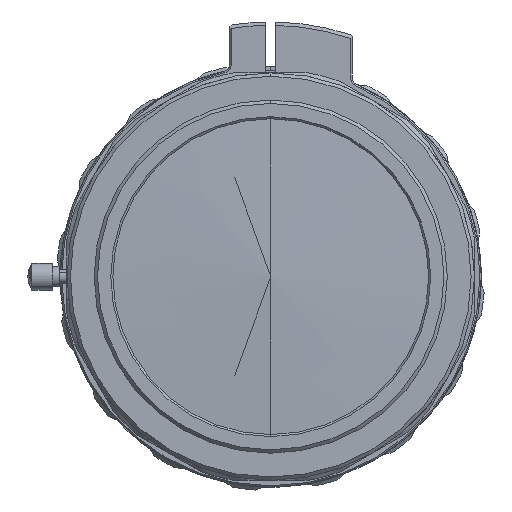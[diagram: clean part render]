
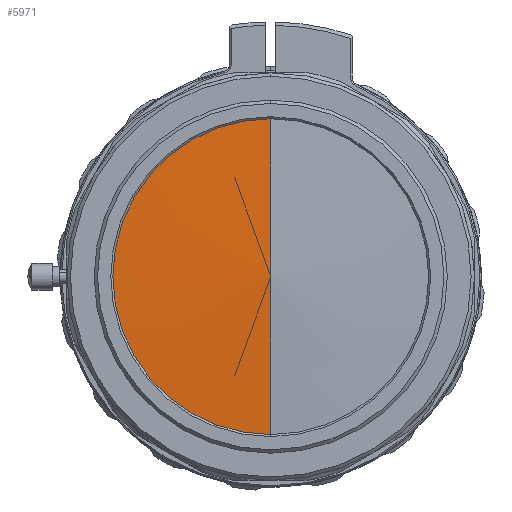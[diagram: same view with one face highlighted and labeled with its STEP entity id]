
A CAD part, left-side view. The second image highlights one B-rep face of the part: STEP entity #5971.
In plain terms, the highlighted conical face has half-angle 87.536 degrees and reference radius 24.846 mm.
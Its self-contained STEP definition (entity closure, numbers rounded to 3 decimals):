
#12 = DIRECTION ( 'NONE',  ( 0., 0., -1. ) ) ;
#18 = ORIENTED_EDGE ( 'NONE', *, *, #8002, .F. ) ;
#699 = VERTEX_POINT ( 'NONE', #11907 ) ;
#1709 = DIRECTION ( 'NONE',  ( 0.043, 0., 0.999 ) ) ;
#1716 = VECTOR ( 'NONE', #1709, 1000. ) ;
#1894 = DIRECTION ( 'NONE',  ( 1., 0., 0. ) ) ;
#2579 = EDGE_CURVE ( 'NONE', #6985, #7936, #7497, .T. ) ;
#2764 = ORIENTED_EDGE ( 'NONE', *, *, #4585, .T. ) ;
#3047 = DIRECTION ( 'NONE',  ( 0., 0., -1. ) ) ;
#3073 = CARTESIAN_POINT ( 'NONE',  ( 1.069, 0., -24.846 ) ) ;
#3257 = CARTESIAN_POINT ( 'NONE',  ( 1., 23.25, 0. ) ) ;
#3402 = DIRECTION ( 'NONE',  ( 1., 0., 0. ) ) ;
#4222 = FACE_OUTER_BOUND ( 'NONE', #14434, .T. ) ;
#4585 = EDGE_CURVE ( 'NONE', #7063, #699, #7282, .T. ) ;
#4898 = CIRCLE ( 'NONE', #5541, 23.25 ) ;
#5541 = AXIS2_PLACEMENT_3D ( 'NONE', #14787, #3402, #12 ) ;
#5971 = ADVANCED_FACE ( 'NONE', ( #4222 ), #7605, .T. ) ;
#6160 = AXIS2_PLACEMENT_3D ( 'NONE', #14479, #1894, #8684 ) ;
#6385 = DIRECTION ( 'NONE',  ( 1., 0., 0. ) ) ;
#6985 = VERTEX_POINT ( 'NONE', #13612 ) ;
#7063 = VERTEX_POINT ( 'NONE', #9180 ) ;
#7282 = LINE ( 'NONE', #13483, #1716 ) ;
#7438 = ORIENTED_EDGE ( 'NONE', *, *, #9944, .F. ) ;
#7497 = CIRCLE ( 'NONE', #6160, 23.25 ) ;
#7605 = CONICAL_SURFACE ( 'NONE', #9370, 24.846, 1.528 ) ;
#7936 = VERTEX_POINT ( 'NONE', #3257 ) ;
#8002 = EDGE_CURVE ( 'NONE', #7936, #699, #4898, .T. ) ;
#8053 = VECTOR ( 'NONE', #12368, 1000. ) ;
#8684 = DIRECTION ( 'NONE',  ( 0., 0., -1. ) ) ;
#9180 = CARTESIAN_POINT ( 'NONE',  ( 0., 0., 0. ) ) ;
#9370 = AXIS2_PLACEMENT_3D ( 'NONE', #10954, #6385, #3047 ) ;
#9944 = EDGE_CURVE ( 'NONE', #7063, #6985, #12900, .T. ) ;
#10954 = CARTESIAN_POINT ( 'NONE',  ( 1.069, 0., 0. ) ) ;
#11907 = CARTESIAN_POINT ( 'NONE',  ( 1., 0., 23.25 ) ) ;
#12368 = DIRECTION ( 'NONE',  ( 0.043, 0., -0.999 ) ) ;
#12900 = LINE ( 'NONE', #3073, #8053 ) ;
#13483 = CARTESIAN_POINT ( 'NONE',  ( 1.069, 0., 24.846 ) ) ;
#13612 = CARTESIAN_POINT ( 'NONE',  ( 1., 0., -23.25 ) ) ;
#14206 = ORIENTED_EDGE ( 'NONE', *, *, #2579, .F. ) ;
#14434 = EDGE_LOOP ( 'NONE', ( #7438, #2764, #18, #14206 ) ) ;
#14479 = CARTESIAN_POINT ( 'NONE',  ( 1., 0., 0. ) ) ;
#14787 = CARTESIAN_POINT ( 'NONE',  ( 1., 0., 0. ) ) ;
